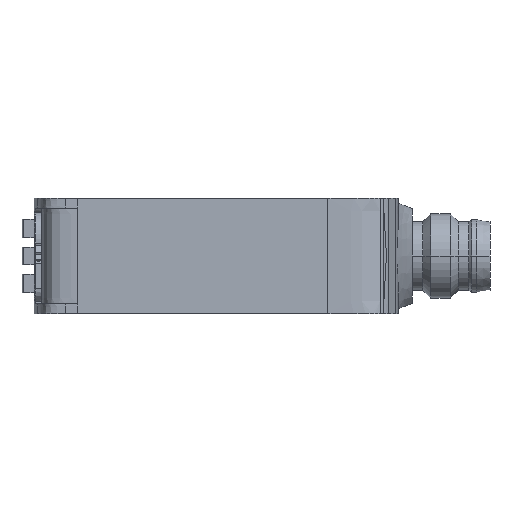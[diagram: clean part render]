
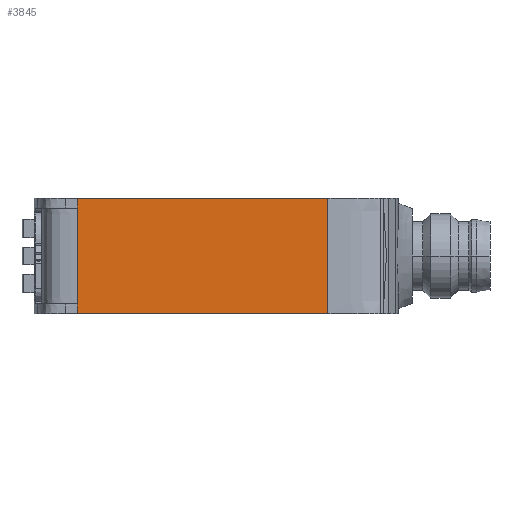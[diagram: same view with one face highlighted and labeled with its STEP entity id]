
A CAD part, left-side view. The second image highlights one B-rep face of the part: STEP entity #3845.
In plain terms, the highlighted planar face has unit normal (-1, -0.026, 0).
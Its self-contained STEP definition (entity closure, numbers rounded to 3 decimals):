
#138=DIRECTION('',(0.026,-1.,0.));
#139=VECTOR('',#138,23.808);
#140=CARTESIAN_POINT('',(-3.811,24.8,5.5));
#141=LINE('',#140,#139);
#149=CARTESIAN_POINT('',(-3.811,24.8,5.5));
#600=CARTESIAN_POINT('',(-3.811,24.8,-5.5));
#605=DIRECTION('',(0.026,-1.,0.));
#606=VECTOR('',#605,23.808);
#607=CARTESIAN_POINT('',(-3.811,24.8,-5.5));
#608=LINE('',#607,#606);
#694=DIRECTION('',(0.,0.,-1.));
#695=VECTOR('',#694,11.);
#696=CARTESIAN_POINT('',(-3.188,1.,5.5));
#697=LINE('',#696,#695);
#724=DIRECTION('',(0.,0.,1.));
#725=VECTOR('',#724,9.1);
#726=CARTESIAN_POINT('',(-3.811,24.8,-4.55));
#727=LINE('',#726,#725);
#731=DIRECTION('',(0.,0.,-1.));
#732=VECTOR('',#731,0.95);
#733=CARTESIAN_POINT('',(-3.811,24.8,5.5));
#734=LINE('',#733,#732);
#738=DIRECTION('',(0.,0.,-1.));
#739=VECTOR('',#738,0.95);
#740=CARTESIAN_POINT('',(-3.811,24.8,-4.55));
#741=LINE('',#740,#739);
#1244=CARTESIAN_POINT('',(-3.811,24.8,-4.55));
#1260=CARTESIAN_POINT('',(-3.811,24.8,4.55));
#3081=VERTEX_POINT('',#149);
#3082=CARTESIAN_POINT('',(-3.188,1.,5.5));
#3083=VERTEX_POINT('',#3082);
#3108=VERTEX_POINT('',#600);
#3109=CARTESIAN_POINT('',(-3.188,1.,-5.5));
#3110=VERTEX_POINT('',#3109);
#3297=VERTEX_POINT('',#1244);
#3298=VERTEX_POINT('',#1260);
#3829=CARTESIAN_POINT('',(-3.811,24.8,5.5));
#3830=DIRECTION('',(-1.,-0.026,0.));
#3831=DIRECTION('',(0.026,-1.,0.));
#3832=AXIS2_PLACEMENT_3D('',#3829,#3830,#3831);
#3833=PLANE('',#3832);
#3835=ORIENTED_EDGE('',*,*,#3834,.T.);
#3837=ORIENTED_EDGE('',*,*,#3836,.F.);
#3838=ORIENTED_EDGE('',*,*,#3464,.T.);
#3839=ORIENTED_EDGE('',*,*,#3799,.T.);
#3840=ORIENTED_EDGE('',*,*,#3615,.F.);
#3842=ORIENTED_EDGE('',*,*,#3841,.F.);
#3843=EDGE_LOOP('',(#3835,#3837,#3838,#3839,#3840,#3842));
#3844=FACE_OUTER_BOUND('',#3843,.F.);
#3845=ADVANCED_FACE('',(#3844),#3833,.T.);
#3464=EDGE_CURVE('',#3081,#3083,#141,.T.);
#3615=EDGE_CURVE('',#3108,#3110,#608,.T.);
#3799=EDGE_CURVE('',#3083,#3110,#697,.T.);
#3834=EDGE_CURVE('',#3297,#3298,#727,.T.);
#3836=EDGE_CURVE('',#3081,#3298,#734,.T.);
#3841=EDGE_CURVE('',#3297,#3108,#741,.T.);
